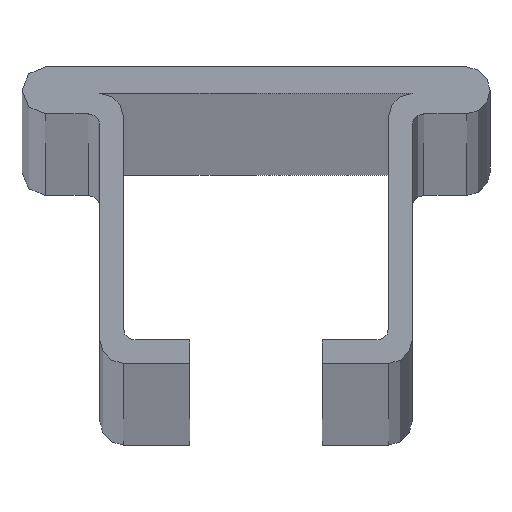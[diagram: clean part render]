
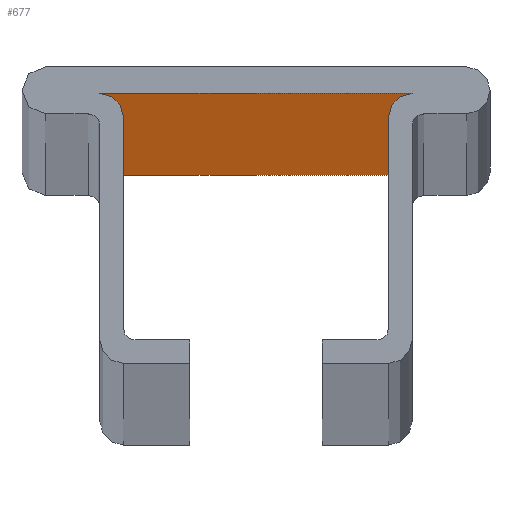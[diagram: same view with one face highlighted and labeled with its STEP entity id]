
A CAD part, top view. The second image highlights one B-rep face of the part: STEP entity #677.
In plain terms, the highlighted planar face has unit normal (0, -1, 0).
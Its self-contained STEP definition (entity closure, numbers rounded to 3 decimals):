
#20 = DIRECTION ( 'NONE',  ( 1., 0., 0. ) ) ;
#27 = LINE ( 'NONE', #844, #371 ) ;
#67 = EDGE_CURVE ( 'NONE', #498, #166, #98, .T. ) ;
#98 = LINE ( 'NONE', #599, #872 ) ;
#114 = CARTESIAN_POINT ( 'NONE',  ( 10., -1.7, 0. ) ) ;
#147 = ORIENTED_EDGE ( 'NONE', *, *, #285, .T. ) ;
#166 = VERTEX_POINT ( 'NONE', #114 ) ;
#188 = VECTOR ( 'NONE', #335, 1000. ) ;
#196 = EDGE_CURVE ( 'NONE', #262, #498, #27, .T. ) ;
#232 = PLANE ( 'NONE',  #474 ) ;
#245 = CARTESIAN_POINT ( 'NONE',  ( 10., -1.7, -3000. ) ) ;
#262 = VERTEX_POINT ( 'NONE', #589 ) ;
#285 = EDGE_CURVE ( 'NONE', #705, #166, #322, .T. ) ;
#307 = DIRECTION ( 'NONE',  ( 0., 0., 1. ) ) ;
#321 = CARTESIAN_POINT ( 'NONE',  ( 10., -1.7, -3000. ) ) ;
#322 = LINE ( 'NONE', #245, #343 ) ;
#335 = DIRECTION ( 'NONE',  ( 1., 0., 0. ) ) ;
#343 = VECTOR ( 'NONE', #307, 1000. ) ;
#369 = FACE_OUTER_BOUND ( 'NONE', #719, .T. ) ;
#371 = VECTOR ( 'NONE', #457, 1000. ) ;
#398 = ORIENTED_EDGE ( 'NONE', *, *, #67, .F. ) ;
#421 = EDGE_CURVE ( 'NONE', #262, #705, #746, .T. ) ;
#457 = DIRECTION ( 'NONE',  ( 0., 0., 1. ) ) ;
#463 = DIRECTION ( 'NONE',  ( 1., 0., 0. ) ) ;
#474 = AXIS2_PLACEMENT_3D ( 'NONE', #587, #783, #20 ) ;
#498 = VERTEX_POINT ( 'NONE', #777 ) ;
#569 = ORIENTED_EDGE ( 'NONE', *, *, #421, .T. ) ;
#587 = CARTESIAN_POINT ( 'NONE',  ( -10., -1.7, -3000. ) ) ;
#589 = CARTESIAN_POINT ( 'NONE',  ( -10., -1.7, -3000. ) ) ;
#599 = CARTESIAN_POINT ( 'NONE',  ( -10., -1.7, 0. ) ) ;
#677 = ADVANCED_FACE ( 'NONE', ( #369 ), #232, .T. ) ;
#682 = CARTESIAN_POINT ( 'NONE',  ( -10., -1.7, -3000. ) ) ;
#705 = VERTEX_POINT ( 'NONE', #321 ) ;
#719 = EDGE_LOOP ( 'NONE', ( #398, #863, #569, #147 ) ) ;
#746 = LINE ( 'NONE', #682, #188 ) ;
#777 = CARTESIAN_POINT ( 'NONE',  ( -10., -1.7, 0. ) ) ;
#783 = DIRECTION ( 'NONE',  ( 0., -1., 0. ) ) ;
#844 = CARTESIAN_POINT ( 'NONE',  ( -10., -1.7, -3000. ) ) ;
#863 = ORIENTED_EDGE ( 'NONE', *, *, #196, .F. ) ;
#872 = VECTOR ( 'NONE', #463, 1000. ) ;
